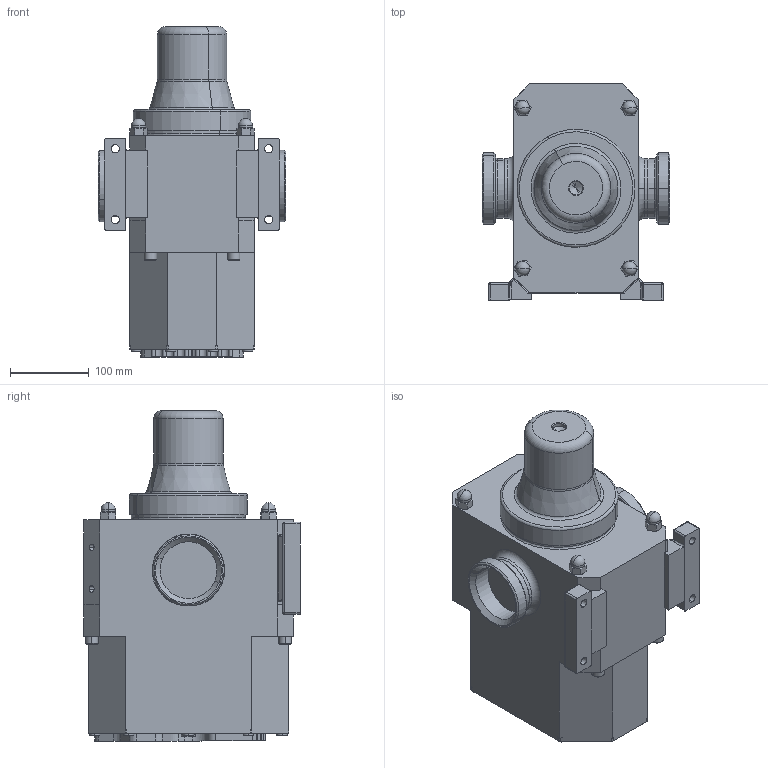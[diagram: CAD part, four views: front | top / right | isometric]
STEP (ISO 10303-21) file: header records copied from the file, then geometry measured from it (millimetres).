
FILE_DESCRIPTION (( 'STEP AP214' ), '1' );
FILE_NAME ('GA3123.STEP', '2024-03-11T16:42:45', ( '' ), ( '' ), 'SwSTEP 2.0', 'SolidWorks 2022', '' );
FILE_SCHEMA (( 'AUTOMOTIVE_DESIGN' ));
Length unit declared in the file: millimetre
Products named in the file (5): GA3123; Copy of Z94-5011-55 - 3 INCH ACME^GA3123; Copy of RTP20 TSD Insert^GA3123_RTP20 3 Inch TSD Insert; Copy of RTP20 Spring PRV^GA3123; Copy of 14 Tooth G33-7796^GA3123
Assembly tree (5 placements, depth 2):
  GA3123
    Copy of RTP20 TSD Insert^GA3123_RTP20 3 Inch TSD Insert
    Copy of Z94-5011-55 - 3 INCH ACME^GA3123  x2
    Copy of 14 Tooth G33-7796^GA3123
    Copy of RTP20 Spring PRV^GA3123
Bounding box: 239 x 275 x 420.25 mm (x, y, z)
Volume: 12264845.4 mm3; surface area: 494491 mm2
Topology: 5 solids, 5 shells, 950 faces, 2379 edges, 1451 vertices
Faces by surface type: plane 463, cylinder 233, cone 141, bspline 72, torus 21, sphere 20
Entity records: 32668 total; most frequent: CARTESIAN_POINT 10535, ORIENTED_EDGE 4546, DIRECTION 4231, EDGE_CURVE 2273, AXIS2_PLACEMENT_3D 1519, VERTEX_POINT 1419, VECTOR 1193, LINE 1193
